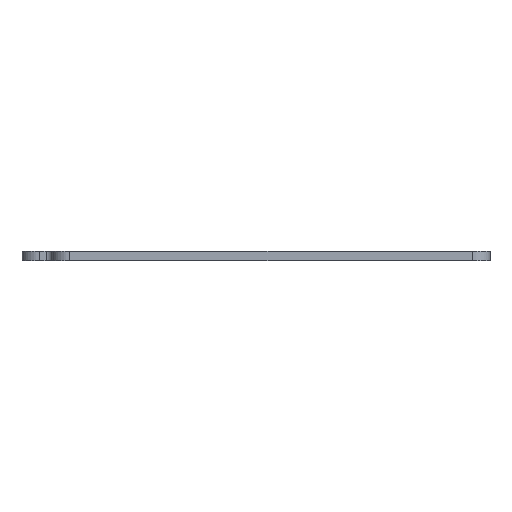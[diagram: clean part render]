
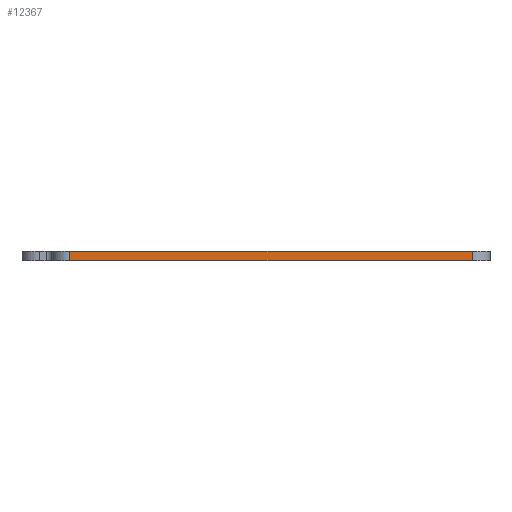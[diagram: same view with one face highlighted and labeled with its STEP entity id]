
A CAD part, front view. The second image highlights one B-rep face of the part: STEP entity #12367.
In plain terms, the highlighted planar face has unit normal (0, -1, 0).
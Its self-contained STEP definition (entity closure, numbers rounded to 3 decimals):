
#83 = PLANE('',#84);
#84 = AXIS2_PLACEMENT_3D('',#85,#86,#87);
#85 = CARTESIAN_POINT('',(11.043,2.159,1.6));
#86 = DIRECTION('',(-0.,-0.,-1.));
#87 = DIRECTION('',(-1.,0.,0.));
#137 = PLANE('',#138);
#138 = AXIS2_PLACEMENT_3D('',#139,#140,#141);
#139 = CARTESIAN_POINT('',(11.043,2.159,0.));
#140 = DIRECTION('',(-0.,-0.,-1.));
#141 = DIRECTION('',(-1.,0.,0.));
#594 = VERTEX_POINT('',#595);
#595 = CARTESIAN_POINT('',(49.5,-28.,0.));
#614 = CYLINDRICAL_SURFACE('',#615,3.);
#615 = AXIS2_PLACEMENT_3D('',#616,#617,#618);
#616 = CARTESIAN_POINT('',(49.5,-25.,0.));
#617 = DIRECTION('',(-0.,-0.,-1.));
#618 = DIRECTION('',(1.,0.,-0.));
#626 = EDGE_CURVE('',#594,#627,#629,.T.);
#627 = VERTEX_POINT('',#628);
#628 = CARTESIAN_POINT('',(-19.5,-28.,0.));
#629 = SURFACE_CURVE('',#630,(#634,#641),.PCURVE_S1.);
#630 = LINE('',#631,#632);
#631 = CARTESIAN_POINT('',(49.5,-28.,0.));
#632 = VECTOR('',#633,1.);
#633 = DIRECTION('',(-1.,0.,0.));
#634 = PCURVE('',#137,#635);
#635 = DEFINITIONAL_REPRESENTATION('',(#636),#640);
#636 = LINE('',#637,#638);
#637 = CARTESIAN_POINT('',(-38.457,-30.159));
#638 = VECTOR('',#639,1.);
#639 = DIRECTION('',(1.,0.));
#640 = ( GEOMETRIC_REPRESENTATION_CONTEXT(2) 
PARAMETRIC_REPRESENTATION_CONTEXT() REPRESENTATION_CONTEXT('2D SPACE',''
  ) );
#641 = PCURVE('',#642,#647);
#642 = PLANE('',#643);
#643 = AXIS2_PLACEMENT_3D('',#644,#645,#646);
#644 = CARTESIAN_POINT('',(49.5,-28.,0.));
#645 = DIRECTION('',(0.,-1.,0.));
#646 = DIRECTION('',(-1.,0.,0.));
#647 = DEFINITIONAL_REPRESENTATION('',(#648),#652);
#648 = LINE('',#649,#650);
#649 = CARTESIAN_POINT('',(0.,-0.));
#650 = VECTOR('',#651,1.);
#651 = DIRECTION('',(1.,0.));
#652 = ( GEOMETRIC_REPRESENTATION_CONTEXT(2) 
PARAMETRIC_REPRESENTATION_CONTEXT() REPRESENTATION_CONTEXT('2D SPACE',''
  ) );
#675 = CYLINDRICAL_SURFACE('',#676,3.);
#676 = AXIS2_PLACEMENT_3D('',#677,#678,#679);
#677 = CARTESIAN_POINT('',(-19.5,-25.,0.));
#678 = DIRECTION('',(-0.,-0.,-1.));
#679 = DIRECTION('',(1.,0.,-0.));
#6744 = VERTEX_POINT('',#6745);
#6745 = CARTESIAN_POINT('',(49.5,-28.,1.6));
#6771 = EDGE_CURVE('',#6744,#6772,#6774,.T.);
#6772 = VERTEX_POINT('',#6773);
#6773 = CARTESIAN_POINT('',(-19.5,-28.,1.6));
#6774 = SURFACE_CURVE('',#6775,(#6779,#6786),.PCURVE_S1.);
#6775 = LINE('',#6776,#6777);
#6776 = CARTESIAN_POINT('',(49.5,-28.,1.6));
#6777 = VECTOR('',#6778,1.);
#6778 = DIRECTION('',(-1.,0.,0.));
#6779 = PCURVE('',#83,#6780);
#6780 = DEFINITIONAL_REPRESENTATION('',(#6781),#6785);
#6781 = LINE('',#6782,#6783);
#6782 = CARTESIAN_POINT('',(-38.457,-30.159));
#6783 = VECTOR('',#6784,1.);
#6784 = DIRECTION('',(1.,0.));
#6785 = ( GEOMETRIC_REPRESENTATION_CONTEXT(2) 
PARAMETRIC_REPRESENTATION_CONTEXT() REPRESENTATION_CONTEXT('2D SPACE',''
  ) );
#6786 = PCURVE('',#642,#6787);
#6787 = DEFINITIONAL_REPRESENTATION('',(#6788),#6792);
#6788 = LINE('',#6789,#6790);
#6789 = CARTESIAN_POINT('',(0.,-1.6));
#6790 = VECTOR('',#6791,1.);
#6791 = DIRECTION('',(1.,0.));
#6792 = ( GEOMETRIC_REPRESENTATION_CONTEXT(2) 
PARAMETRIC_REPRESENTATION_CONTEXT() REPRESENTATION_CONTEXT('2D SPACE',''
  ) );
#12317 = EDGE_CURVE('',#594,#6744,#12318,.T.);
#12318 = SURFACE_CURVE('',#12319,(#12323,#12330),.PCURVE_S1.);
#12319 = LINE('',#12320,#12321);
#12320 = CARTESIAN_POINT('',(49.5,-28.,0.));
#12321 = VECTOR('',#12322,1.);
#12322 = DIRECTION('',(0.,0.,1.));
#12323 = PCURVE('',#614,#12324);
#12324 = DEFINITIONAL_REPRESENTATION('',(#12325),#12329);
#12325 = LINE('',#12326,#12327);
#12326 = CARTESIAN_POINT('',(-4.712,0.));
#12327 = VECTOR('',#12328,1.);
#12328 = DIRECTION('',(-0.,-1.));
#12329 = ( GEOMETRIC_REPRESENTATION_CONTEXT(2) 
PARAMETRIC_REPRESENTATION_CONTEXT() REPRESENTATION_CONTEXT('2D SPACE',''
  ) );
#12330 = PCURVE('',#642,#12331);
#12331 = DEFINITIONAL_REPRESENTATION('',(#12332),#12336);
#12332 = LINE('',#12333,#12334);
#12333 = CARTESIAN_POINT('',(0.,-0.));
#12334 = VECTOR('',#12335,1.);
#12335 = DIRECTION('',(0.,-1.));
#12336 = ( GEOMETRIC_REPRESENTATION_CONTEXT(2) 
PARAMETRIC_REPRESENTATION_CONTEXT() REPRESENTATION_CONTEXT('2D SPACE',''
  ) );
#12367 = ADVANCED_FACE('',(#12368),#642,.T.);
#12368 = FACE_BOUND('',#12369,.T.);
#12369 = EDGE_LOOP('',(#12370,#12371,#12372,#12393));
#12370 = ORIENTED_EDGE('',*,*,#12317,.T.);
#12371 = ORIENTED_EDGE('',*,*,#6771,.T.);
#12372 = ORIENTED_EDGE('',*,*,#12373,.F.);
#12373 = EDGE_CURVE('',#627,#6772,#12374,.T.);
#12374 = SURFACE_CURVE('',#12375,(#12379,#12386),.PCURVE_S1.);
#12375 = LINE('',#12376,#12377);
#12376 = CARTESIAN_POINT('',(-19.5,-28.,0.));
#12377 = VECTOR('',#12378,1.);
#12378 = DIRECTION('',(0.,0.,1.));
#12379 = PCURVE('',#642,#12380);
#12380 = DEFINITIONAL_REPRESENTATION('',(#12381),#12385);
#12381 = LINE('',#12382,#12383);
#12382 = CARTESIAN_POINT('',(69.,0.));
#12383 = VECTOR('',#12384,1.);
#12384 = DIRECTION('',(0.,-1.));
#12385 = ( GEOMETRIC_REPRESENTATION_CONTEXT(2) 
PARAMETRIC_REPRESENTATION_CONTEXT() REPRESENTATION_CONTEXT('2D SPACE',''
  ) );
#12386 = PCURVE('',#675,#12387);
#12387 = DEFINITIONAL_REPRESENTATION('',(#12388),#12392);
#12388 = LINE('',#12389,#12390);
#12389 = CARTESIAN_POINT('',(-4.712,0.));
#12390 = VECTOR('',#12391,1.);
#12391 = DIRECTION('',(-0.,-1.));
#12392 = ( GEOMETRIC_REPRESENTATION_CONTEXT(2) 
PARAMETRIC_REPRESENTATION_CONTEXT() REPRESENTATION_CONTEXT('2D SPACE',''
  ) );
#12393 = ORIENTED_EDGE('',*,*,#626,.F.);
